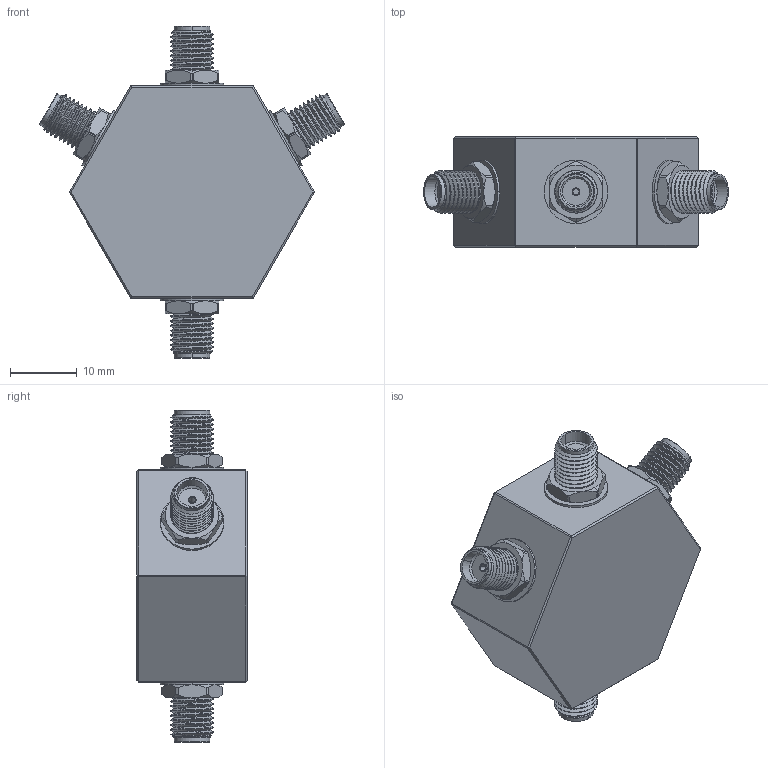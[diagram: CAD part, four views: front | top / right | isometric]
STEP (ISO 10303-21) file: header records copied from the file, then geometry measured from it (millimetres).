
FILE_DESCRIPTION (( 'STEP AP214' ), '1' );
FILE_NAME ('MPR03-3_3D.step', '2025-12-05T16:36:07', ( '' ), ( '' ), 'SwSTEP 2.0', 'SolidWorks 2025', '' );
FILE_SCHEMA (( 'AUTOMOTIVE_DESIGN' ));
Length unit declared in the file: inch
Products named in the file (1): MPR03-3_3D
Bounding box: 45.57 x 16.54 x 49.61 mm (x, y, z)
Volume: 15446.9 mm3; surface area: 5124.2 mm2
Topology: 1 solids, 5 shells, 398 faces, 959 edges, 594 vertices
Faces by surface type: cylinder 146, plane 131, cone 88, bspline 25, torus 8
Entity records: 18796 total; most frequent: CARTESIAN_POINT 10193, ORIENTED_EDGE 1894, DIRECTION 1661, EDGE_CURVE 947, AXIS2_PLACEMENT_3D 642, VERTEX_POINT 594, EDGE_LOOP 433, FACE_OUTER_BOUND 398
